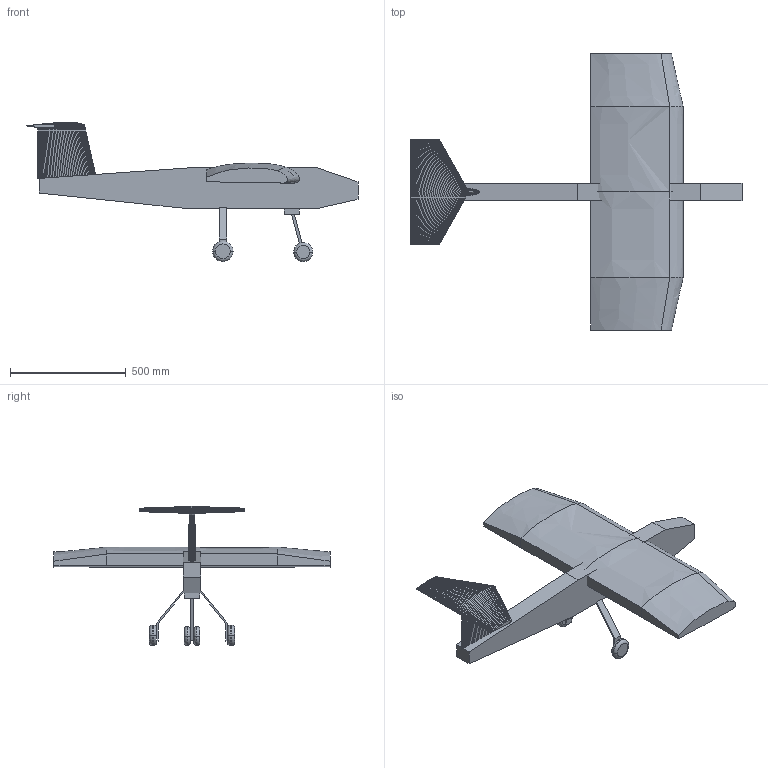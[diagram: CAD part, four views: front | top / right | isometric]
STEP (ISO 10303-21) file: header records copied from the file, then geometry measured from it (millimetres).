
FILE_DESCRIPTION(('CATIA V5 STEP Exchange'),'2;1');
FILE_NAME('prototype v2.stp','2022-03-18T08:43:07+00:00',('none'),('none'),'CATIA Version 5 Release 20 GA (IN-10)','CATIA V5 STEP AP203','none');
FILE_SCHEMA(('CONFIG_CONTROL_DESIGN'));
Length unit declared in the file: millimetre
Products named in the file (1): Product1
Assembly tree (5 placements, depth 2):
  Product1
    #58
    #2667
    #5878
    #6213
    #7701
Bounding box: 1435.09 x 1193.8 x 601.66 mm (x, y, z)
Volume: 50625319.3 mm3; surface area: 2116449.8 mm2
Topology: 10 solids, 10 shells, 371 faces, 942 edges, 592 vertices
Faces by surface type: plane 343, torus 16, bspline 8, cylinder 4
Entity records: 13126 total; most frequent: CARTESIAN_POINT 4233, ORIENTED_EDGE 1884, DIRECTION 1639, EDGE_CURVE 942, VECTOR 877, LINE 877, VERTEX_POINT 592, AXIS2_PLACEMENT_3D 403
